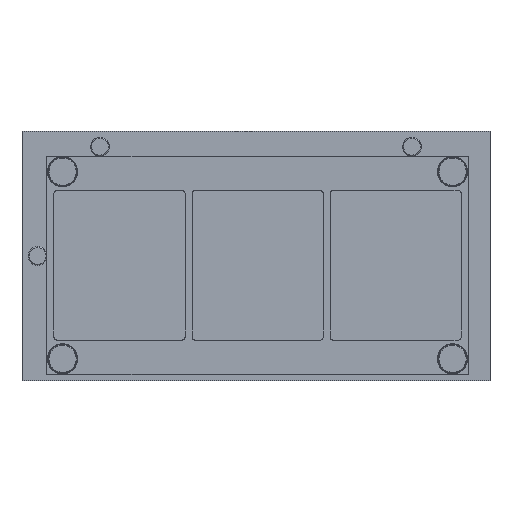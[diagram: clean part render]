
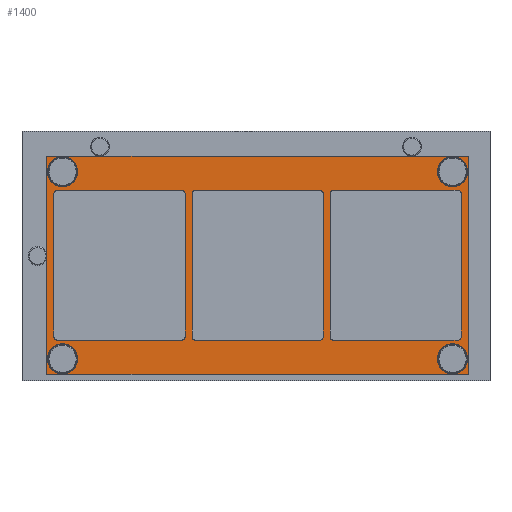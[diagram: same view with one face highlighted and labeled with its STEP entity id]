
A CAD part, top view. The second image highlights one B-rep face of the part: STEP entity #1400.
In plain terms, the highlighted planar face has unit normal (0, 0, 1).
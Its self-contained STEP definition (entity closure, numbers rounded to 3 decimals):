
#1400=ADVANCED_FACE('',(#3478,#3479,#3480,#3481,#3482,#3483,#3484,#3485),
#1845,.T.);
#1845=PLANE('',#9073);
#2028=LINE('',#12289,#2753);
#2029=LINE('',#12292,#2754);
#2030=LINE('',#12294,#2755);
#2031=LINE('',#12296,#2756);
#2032=LINE('',#12297,#2757);
#2033=LINE('',#12302,#2758);
#2034=LINE('',#12306,#2759);
#2035=LINE('',#12310,#2760);
#2036=LINE('',#12313,#2761);
#2037=LINE('',#12318,#2762);
#2038=LINE('',#12322,#2763);
#2039=LINE('',#12326,#2764);
#2040=LINE('',#12329,#2765);
#2041=LINE('',#12334,#2766);
#2042=LINE('',#12338,#2767);
#2043=LINE('',#12342,#2768);
#2753=VECTOR('',#9899,1.);
#2754=VECTOR('',#9900,1.);
#2755=VECTOR('',#9901,1.);
#2756=VECTOR('',#9902,1.);
#2757=VECTOR('',#9903,1.);
#2758=VECTOR('',#9906,1.);
#2759=VECTOR('',#9909,1.);
#2760=VECTOR('',#9912,1.);
#2761=VECTOR('',#9915,1.);
#2762=VECTOR('',#9918,1.);
#2763=VECTOR('',#9921,1.);
#2764=VECTOR('',#9924,1.);
#2765=VECTOR('',#9927,1.);
#2766=VECTOR('',#9930,1.);
#2767=VECTOR('',#9933,1.);
#2768=VECTOR('',#9936,1.);
#3478=FACE_BOUND('',#3575,.T.);
#3479=FACE_BOUND('',#3576,.T.);
#3480=FACE_BOUND('',#3577,.T.);
#3481=FACE_BOUND('',#3578,.T.);
#3482=FACE_BOUND('',#3579,.T.);
#3483=FACE_BOUND('',#3580,.T.);
#3484=FACE_BOUND('',#3581,.T.);
#3485=FACE_BOUND('',#3582,.T.);
#3575=EDGE_LOOP('',(#4083));
#3576=EDGE_LOOP('',(#4084));
#3577=EDGE_LOOP('',(#4085));
#3578=EDGE_LOOP('',(#4086));
#3579=EDGE_LOOP('',(#4087,#4088,#4089,#4090));
#3580=EDGE_LOOP('',(#4091,#4092,#4093,#4094,#4095,#4096,#4097,#4098));
#3581=EDGE_LOOP('',(#4099,#4100,#4101,#4102,#4103,#4104,#4105,#4106));
#3582=EDGE_LOOP('',(#4107,#4108,#4109,#4110,#4111,#4112,#4113,#4114));
#4083=ORIENTED_EDGE('',*,*,#7426,.T.);
#4084=ORIENTED_EDGE('',*,*,#7427,.T.);
#4085=ORIENTED_EDGE('',*,*,#7428,.T.);
#4086=ORIENTED_EDGE('',*,*,#7429,.T.);
#4087=ORIENTED_EDGE('',*,*,#7430,.T.);
#4088=ORIENTED_EDGE('',*,*,#7431,.T.);
#4089=ORIENTED_EDGE('',*,*,#7432,.T.);
#4090=ORIENTED_EDGE('',*,*,#7433,.T.);
#4091=ORIENTED_EDGE('',*,*,#7434,.T.);
#4092=ORIENTED_EDGE('',*,*,#7435,.T.);
#4093=ORIENTED_EDGE('',*,*,#7436,.T.);
#4094=ORIENTED_EDGE('',*,*,#7437,.T.);
#4095=ORIENTED_EDGE('',*,*,#7438,.T.);
#4096=ORIENTED_EDGE('',*,*,#7439,.T.);
#4097=ORIENTED_EDGE('',*,*,#7440,.T.);
#4098=ORIENTED_EDGE('',*,*,#7441,.T.);
#4099=ORIENTED_EDGE('',*,*,#7442,.T.);
#4100=ORIENTED_EDGE('',*,*,#7443,.T.);
#4101=ORIENTED_EDGE('',*,*,#7444,.T.);
#4102=ORIENTED_EDGE('',*,*,#7445,.T.);
#4103=ORIENTED_EDGE('',*,*,#7446,.T.);
#4104=ORIENTED_EDGE('',*,*,#7447,.T.);
#4105=ORIENTED_EDGE('',*,*,#7448,.T.);
#4106=ORIENTED_EDGE('',*,*,#7449,.T.);
#4107=ORIENTED_EDGE('',*,*,#7450,.T.);
#4108=ORIENTED_EDGE('',*,*,#7451,.T.);
#4109=ORIENTED_EDGE('',*,*,#7452,.T.);
#4110=ORIENTED_EDGE('',*,*,#7453,.T.);
#4111=ORIENTED_EDGE('',*,*,#7454,.T.);
#4112=ORIENTED_EDGE('',*,*,#7455,.T.);
#4113=ORIENTED_EDGE('',*,*,#7456,.T.);
#4114=ORIENTED_EDGE('',*,*,#7457,.T.);
#6581=VERTEX_POINT('',#12282);
#6582=VERTEX_POINT('',#12284);
#6583=VERTEX_POINT('',#12286);
#6584=VERTEX_POINT('',#12288);
#6585=VERTEX_POINT('',#12290);
#6586=VERTEX_POINT('',#12291);
#6587=VERTEX_POINT('',#12293);
#6588=VERTEX_POINT('',#12295);
#6589=VERTEX_POINT('',#12298);
#6590=VERTEX_POINT('',#12299);
#6591=VERTEX_POINT('',#12301);
#6592=VERTEX_POINT('',#12303);
#6593=VERTEX_POINT('',#12305);
#6594=VERTEX_POINT('',#12307);
#6595=VERTEX_POINT('',#12309);
#6596=VERTEX_POINT('',#12311);
#6597=VERTEX_POINT('',#12314);
#6598=VERTEX_POINT('',#12315);
#6599=VERTEX_POINT('',#12317);
#6600=VERTEX_POINT('',#12319);
#6601=VERTEX_POINT('',#12321);
#6602=VERTEX_POINT('',#12323);
#6603=VERTEX_POINT('',#12325);
#6604=VERTEX_POINT('',#12327);
#6605=VERTEX_POINT('',#12330);
#6606=VERTEX_POINT('',#12331);
#6607=VERTEX_POINT('',#12333);
#6608=VERTEX_POINT('',#12335);
#6609=VERTEX_POINT('',#12337);
#6610=VERTEX_POINT('',#12339);
#6611=VERTEX_POINT('',#12341);
#6612=VERTEX_POINT('',#12343);
#7426=EDGE_CURVE('',#6581,#6581,#8675,.T.);
#7427=EDGE_CURVE('',#6582,#6582,#8676,.T.);
#7428=EDGE_CURVE('',#6583,#6583,#8677,.T.);
#7429=EDGE_CURVE('',#6584,#6584,#8678,.T.);
#7430=EDGE_CURVE('',#6585,#6586,#2028,.T.);
#7431=EDGE_CURVE('',#6586,#6587,#2029,.T.);
#7432=EDGE_CURVE('',#6587,#6588,#2030,.T.);
#7433=EDGE_CURVE('',#6588,#6585,#2031,.T.);
#7434=EDGE_CURVE('',#6589,#6590,#2032,.T.);
#7435=EDGE_CURVE('',#6590,#6591,#8679,.T.);
#7436=EDGE_CURVE('',#6591,#6592,#2033,.T.);
#7437=EDGE_CURVE('',#6592,#6593,#8680,.T.);
#7438=EDGE_CURVE('',#6593,#6594,#2034,.T.);
#7439=EDGE_CURVE('',#6594,#6595,#8681,.T.);
#7440=EDGE_CURVE('',#6595,#6596,#2035,.T.);
#7441=EDGE_CURVE('',#6596,#6589,#8682,.T.);
#7442=EDGE_CURVE('',#6597,#6598,#2036,.T.);
#7443=EDGE_CURVE('',#6598,#6599,#8683,.T.);
#7444=EDGE_CURVE('',#6599,#6600,#2037,.T.);
#7445=EDGE_CURVE('',#6600,#6601,#8684,.T.);
#7446=EDGE_CURVE('',#6601,#6602,#2038,.T.);
#7447=EDGE_CURVE('',#6602,#6603,#8685,.T.);
#7448=EDGE_CURVE('',#6603,#6604,#2039,.T.);
#7449=EDGE_CURVE('',#6604,#6597,#8686,.T.);
#7450=EDGE_CURVE('',#6605,#6606,#2040,.T.);
#7451=EDGE_CURVE('',#6606,#6607,#8687,.T.);
#7452=EDGE_CURVE('',#6607,#6608,#2041,.T.);
#7453=EDGE_CURVE('',#6608,#6609,#8688,.T.);
#7454=EDGE_CURVE('',#6609,#6610,#2042,.T.);
#7455=EDGE_CURVE('',#6610,#6611,#8689,.T.);
#7456=EDGE_CURVE('',#6611,#6612,#2043,.T.);
#7457=EDGE_CURVE('',#6612,#6605,#8690,.T.);
#8675=CIRCLE('',#9057,1.588);
#8676=CIRCLE('',#9058,1.588);
#8677=CIRCLE('',#9059,1.588);
#8678=CIRCLE('',#9060,1.588);
#8679=CIRCLE('',#9061,1.);
#8680=CIRCLE('',#9062,1.);
#8681=CIRCLE('',#9063,1.);
#8682=CIRCLE('',#9064,1.);
#8683=CIRCLE('',#9065,1.);
#8684=CIRCLE('',#9066,1.);
#8685=CIRCLE('',#9067,1.);
#8686=CIRCLE('',#9068,1.);
#8687=CIRCLE('',#9069,1.);
#8688=CIRCLE('',#9070,1.);
#8689=CIRCLE('',#9071,1.);
#8690=CIRCLE('',#9072,1.);
#9057=AXIS2_PLACEMENT_3D('',#12281,#9891,#9892);
#9058=AXIS2_PLACEMENT_3D('',#12283,#9893,#9894);
#9059=AXIS2_PLACEMENT_3D('',#12285,#9895,#9896);
#9060=AXIS2_PLACEMENT_3D('',#12287,#9897,#9898);
#9061=AXIS2_PLACEMENT_3D('',#12300,#9904,#9905);
#9062=AXIS2_PLACEMENT_3D('',#12304,#9907,#9908);
#9063=AXIS2_PLACEMENT_3D('',#12308,#9910,#9911);
#9064=AXIS2_PLACEMENT_3D('',#12312,#9913,#9914);
#9065=AXIS2_PLACEMENT_3D('',#12316,#9916,#9917);
#9066=AXIS2_PLACEMENT_3D('',#12320,#9919,#9920);
#9067=AXIS2_PLACEMENT_3D('',#12324,#9922,#9923);
#9068=AXIS2_PLACEMENT_3D('',#12328,#9925,#9926);
#9069=AXIS2_PLACEMENT_3D('',#12332,#9928,#9929);
#9070=AXIS2_PLACEMENT_3D('',#12336,#9931,#9932);
#9071=AXIS2_PLACEMENT_3D('',#12340,#9934,#9935);
#9072=AXIS2_PLACEMENT_3D('',#12344,#9937,#9938);
#9073=AXIS2_PLACEMENT_3D('',#12345,#9939,#9940);
#9891=DIRECTION('',(0.,0.,-1.));
#9892=DIRECTION('',(-1.,0.,0.));
#9893=DIRECTION('',(0.,0.,-1.));
#9894=DIRECTION('',(-1.,0.,0.));
#9895=DIRECTION('',(0.,0.,-1.));
#9896=DIRECTION('',(-1.,0.,0.));
#9897=DIRECTION('',(0.,0.,-1.));
#9898=DIRECTION('',(-1.,0.,0.));
#9899=DIRECTION('',(0.,-1.,0.));
#9900=DIRECTION('',(1.,0.,0.));
#9901=DIRECTION('',(0.,1.,0.));
#9902=DIRECTION('',(-1.,0.,0.));
#9903=DIRECTION('',(0.,-1.,0.));
#9904=DIRECTION('',(0.,0.,-1.));
#9905=DIRECTION('',(1.,0.,0.));
#9906=DIRECTION('',(-1.,0.,0.));
#9907=DIRECTION('',(0.,0.,-1.));
#9908=DIRECTION('',(1.,0.,0.));
#9909=DIRECTION('',(0.,1.,0.));
#9910=DIRECTION('',(0.,0.,-1.));
#9911=DIRECTION('',(1.,0.,0.));
#9912=DIRECTION('',(1.,0.,0.));
#9913=DIRECTION('',(0.,0.,-1.));
#9914=DIRECTION('',(1.,0.,0.));
#9915=DIRECTION('',(0.,-1.,0.));
#9916=DIRECTION('',(0.,0.,-1.));
#9917=DIRECTION('',(1.,0.,0.));
#9918=DIRECTION('',(-1.,0.,0.));
#9919=DIRECTION('',(0.,0.,-1.));
#9920=DIRECTION('',(1.,0.,0.));
#9921=DIRECTION('',(0.,1.,0.));
#9922=DIRECTION('',(0.,0.,-1.));
#9923=DIRECTION('',(1.,0.,0.));
#9924=DIRECTION('',(1.,0.,0.));
#9925=DIRECTION('',(0.,0.,-1.));
#9926=DIRECTION('',(1.,0.,0.));
#9927=DIRECTION('',(0.,-1.,0.));
#9928=DIRECTION('',(0.,0.,-1.));
#9929=DIRECTION('',(1.,0.,0.));
#9930=DIRECTION('',(-1.,0.,0.));
#9931=DIRECTION('',(0.,0.,-1.));
#9932=DIRECTION('',(1.,0.,0.));
#9933=DIRECTION('',(0.,1.,0.));
#9934=DIRECTION('',(0.,0.,-1.));
#9935=DIRECTION('',(1.,0.,0.));
#9936=DIRECTION('',(1.,0.,0.));
#9937=DIRECTION('',(0.,0.,-1.));
#9938=DIRECTION('',(1.,0.,0.));
#9939=DIRECTION('',(0.,0.,1.));
#9940=DIRECTION('',(1.,0.,0.));
#12281=CARTESIAN_POINT('',(130.,65.,12.7));
#12282=CARTESIAN_POINT('',(128.413,65.,12.7));
#12283=CARTESIAN_POINT('',(130.,5.,12.7));
#12284=CARTESIAN_POINT('',(128.413,5.,12.7));
#12285=CARTESIAN_POINT('',(5.,65.,12.7));
#12286=CARTESIAN_POINT('',(3.412,65.,12.7));
#12287=CARTESIAN_POINT('',(5.,5.,12.7));
#12288=CARTESIAN_POINT('',(3.413,5.,12.7));
#12289=CARTESIAN_POINT('',(0.,70.,12.7));
#12290=CARTESIAN_POINT('',(0.,70.,12.7));
#12291=CARTESIAN_POINT('',(0.,0.,12.7));
#12292=CARTESIAN_POINT('',(0.,0.,12.7));
#12293=CARTESIAN_POINT('',(135.,0.,12.7));
#12294=CARTESIAN_POINT('',(135.,0.,12.7));
#12295=CARTESIAN_POINT('',(135.,70.,12.7));
#12296=CARTESIAN_POINT('',(135.,70.,12.7));
#12297=CARTESIAN_POINT('',(132.75,59.,12.7));
#12298=CARTESIAN_POINT('',(132.75,58.,12.7));
#12299=CARTESIAN_POINT('',(132.75,12.,12.7));
#12300=CARTESIAN_POINT('',(131.75,12.,12.7));
#12301=CARTESIAN_POINT('',(131.75,11.,12.7));
#12302=CARTESIAN_POINT('',(132.75,11.,12.7));
#12303=CARTESIAN_POINT('',(91.75,11.,12.7));
#12304=CARTESIAN_POINT('',(91.75,12.,12.7));
#12305=CARTESIAN_POINT('',(90.75,12.,12.7));
#12306=CARTESIAN_POINT('',(90.75,11.,12.7));
#12307=CARTESIAN_POINT('',(90.75,58.,12.7));
#12308=CARTESIAN_POINT('',(91.75,58.,12.7));
#12309=CARTESIAN_POINT('',(91.75,59.,12.7));
#12310=CARTESIAN_POINT('',(90.75,59.,12.7));
#12311=CARTESIAN_POINT('',(131.75,59.,12.7));
#12312=CARTESIAN_POINT('',(131.75,58.,12.7));
#12313=CARTESIAN_POINT('',(88.5,59.,12.7));
#12314=CARTESIAN_POINT('',(88.5,58.,12.7));
#12315=CARTESIAN_POINT('',(88.5,12.,12.7));
#12316=CARTESIAN_POINT('',(87.5,12.,12.7));
#12317=CARTESIAN_POINT('',(87.5,11.,12.7));
#12318=CARTESIAN_POINT('',(88.5,11.,12.7));
#12319=CARTESIAN_POINT('',(47.5,11.,12.7));
#12320=CARTESIAN_POINT('',(47.5,12.,12.7));
#12321=CARTESIAN_POINT('',(46.5,12.,12.7));
#12322=CARTESIAN_POINT('',(46.5,11.,12.7));
#12323=CARTESIAN_POINT('',(46.5,58.,12.7));
#12324=CARTESIAN_POINT('',(47.5,58.,12.7));
#12325=CARTESIAN_POINT('',(47.5,59.,12.7));
#12326=CARTESIAN_POINT('',(46.5,59.,12.7));
#12327=CARTESIAN_POINT('',(87.5,59.,12.7));
#12328=CARTESIAN_POINT('',(87.5,58.,12.7));
#12329=CARTESIAN_POINT('',(44.25,59.,12.7));
#12330=CARTESIAN_POINT('',(44.25,58.,12.7));
#12331=CARTESIAN_POINT('',(44.25,12.,12.7));
#12332=CARTESIAN_POINT('',(43.25,12.,12.7));
#12333=CARTESIAN_POINT('',(43.25,11.,12.7));
#12334=CARTESIAN_POINT('',(44.25,11.,12.7));
#12335=CARTESIAN_POINT('',(3.25,11.,12.7));
#12336=CARTESIAN_POINT('',(3.25,12.,12.7));
#12337=CARTESIAN_POINT('',(2.25,12.,12.7));
#12338=CARTESIAN_POINT('',(2.25,11.,12.7));
#12339=CARTESIAN_POINT('',(2.25,58.,12.7));
#12340=CARTESIAN_POINT('',(3.25,58.,12.7));
#12341=CARTESIAN_POINT('',(3.25,59.,12.7));
#12342=CARTESIAN_POINT('',(2.25,59.,12.7));
#12343=CARTESIAN_POINT('',(43.25,59.,12.7));
#12344=CARTESIAN_POINT('',(43.25,58.,12.7));
#12345=CARTESIAN_POINT('',(0.,0.,12.7));
